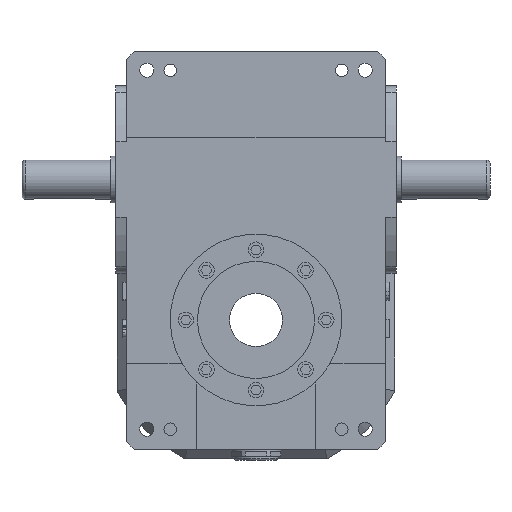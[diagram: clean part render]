
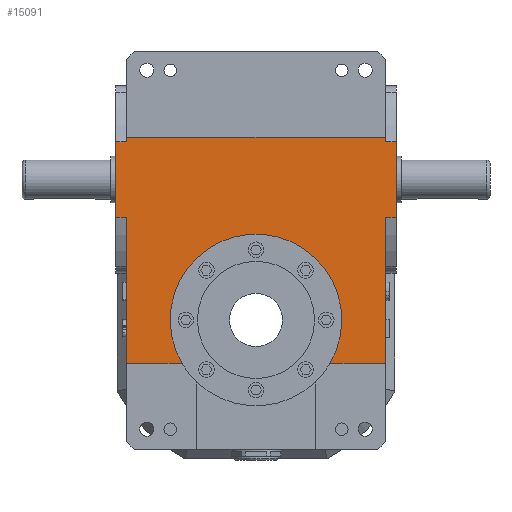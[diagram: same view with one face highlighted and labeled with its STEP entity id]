
A CAD part, front view. The second image highlights one B-rep face of the part: STEP entity #15091.
In plain terms, the highlighted planar face has unit normal (0, -1, 0).
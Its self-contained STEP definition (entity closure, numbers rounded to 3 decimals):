
#525=PLANE('',#15773);
#1059=CIRCLE('',#15774,55.);
#3280=ORIENTED_EDGE('',*,*,#4954,.T.);
#3281=ORIENTED_EDGE('',*,*,#5290,.T.);
#3282=ORIENTED_EDGE('',*,*,#4963,.T.);
#3283=ORIENTED_EDGE('',*,*,#5291,.T.);
#3284=ORIENTED_EDGE('',*,*,#5286,.F.);
#3285=ORIENTED_EDGE('',*,*,#5248,.F.);
#3286=ORIENTED_EDGE('',*,*,#5292,.T.);
#3287=ORIENTED_EDGE('',*,*,#5293,.T.);
#3288=ORIENTED_EDGE('',*,*,#4949,.T.);
#3289=ORIENTED_EDGE('',*,*,#5294,.T.);
#3290=ORIENTED_EDGE('',*,*,#5295,.T.);
#3291=ORIENTED_EDGE('',*,*,#5235,.T.);
#3292=ORIENTED_EDGE('',*,*,#5289,.F.);
#3293=ORIENTED_EDGE('',*,*,#5296,.T.);
#4949=EDGE_CURVE('',#6099,#6098,#7043,.T.);
#4954=EDGE_CURVE('',#6103,#6102,#7048,.T.);
#4963=EDGE_CURVE('',#6109,#6110,#7057,.T.);
#5235=EDGE_CURVE('',#6340,#6339,#7240,.T.);
#5248=EDGE_CURVE('',#6352,#6353,#7243,.T.);
#5286=EDGE_CURVE('',#6353,#6377,#7262,.T.);
#5289=EDGE_CURVE('',#6378,#6339,#7263,.T.);
#5290=EDGE_CURVE('',#6102,#6109,#1059,.T.);
#5291=EDGE_CURVE('',#6110,#6377,#7264,.T.);
#5292=EDGE_CURVE('',#6352,#6379,#7265,.T.);
#5293=EDGE_CURVE('',#6379,#6099,#7266,.T.);
#5294=EDGE_CURVE('',#6098,#6380,#7267,.T.);
#5295=EDGE_CURVE('',#6380,#6340,#7268,.T.);
#5296=EDGE_CURVE('',#6378,#6103,#7269,.T.);
#6098=VERTEX_POINT('',#29265);
#6099=VERTEX_POINT('',#29267);
#6102=VERTEX_POINT('',#29275);
#6103=VERTEX_POINT('',#29277);
#6109=VERTEX_POINT('',#29295);
#6110=VERTEX_POINT('',#29296);
#6339=VERTEX_POINT('',#29939);
#6340=VERTEX_POINT('',#29941);
#6352=VERTEX_POINT('',#29966);
#6353=VERTEX_POINT('',#29968);
#6377=VERTEX_POINT('',#30057);
#6378=VERTEX_POINT('',#30061);
#6379=VERTEX_POINT('',#30067);
#6380=VERTEX_POINT('',#30070);
#7043=LINE('',#29266,#7882);
#7048=LINE('',#29276,#7887);
#7057=LINE('',#29294,#7896);
#7240=LINE('',#29940,#8079);
#7243=LINE('',#29967,#8082);
#7262=LINE('',#30056,#8101);
#7263=LINE('',#30062,#8102);
#7264=LINE('',#30065,#8103);
#7265=LINE('',#30066,#8104);
#7266=LINE('',#30068,#8105);
#7267=LINE('',#30069,#8106);
#7268=LINE('',#30071,#8107);
#7269=LINE('',#30072,#8108);
#7882=VECTOR('',#17118,1000.);
#7887=VECTOR('',#17125,1000.);
#7896=VECTOR('',#17140,1000.);
#8079=VECTOR('',#17723,1000.);
#8082=VECTOR('',#17748,1000.);
#8101=VECTOR('',#17823,1000.);
#8102=VECTOR('',#17830,1000.);
#8103=VECTOR('',#17835,1000.);
#8104=VECTOR('',#17836,1000.);
#8105=VECTOR('',#17837,1000.);
#8106=VECTOR('',#17838,1000.);
#8107=VECTOR('',#17839,1000.);
#8108=VECTOR('',#17840,1000.);
#8741=EDGE_LOOP('',(#3280,#3281,#3282,#3283,#3284,#3285,#3286,#3287,#3288,
#3289,#3290,#3291,#3292,#3293));
#9634=FACE_BOUND('',#8741,.T.);
#15091=ADVANCED_FACE('',(#9634),#525,.F.);
#15773=AXIS2_PLACEMENT_3D('',#30063,#17831,#17832);
#15774=AXIS2_PLACEMENT_3D('',#30064,#17833,#17834);
#17118=DIRECTION('',(-1.,0.,0.));
#17125=DIRECTION('',(1.,0.,0.));
#17140=DIRECTION('',(1.,0.,0.));
#17723=DIRECTION('',(0.,0.,-1.));
#17748=DIRECTION('',(0.,0.,-1.));
#17823=DIRECTION('',(-1.,0.,0.));
#17830=DIRECTION('',(-1.,0.,0.));
#17831=DIRECTION('',(0.,1.,0.));
#17832=DIRECTION('',(0.,0.,1.));
#17833=DIRECTION('',(0.,1.,0.));
#17834=DIRECTION('',(0.,0.,1.));
#17835=DIRECTION('',(0.,0.,1.));
#17836=DIRECTION('',(-1.,0.,0.));
#17837=DIRECTION('',(0.,0.,1.));
#17838=DIRECTION('',(0.,0.,-1.));
#17839=DIRECTION('',(-1.,0.,0.));
#17840=DIRECTION('',(0.,0.,-1.));
#29265=CARTESIAN_POINT('',(-83.,3.,117.));
#29266=CARTESIAN_POINT('',(83.,3.,117.));
#29267=CARTESIAN_POINT('',(83.,3.,117.));
#29275=CARTESIAN_POINT('',(-47.339,3.,-28.));
#29276=CARTESIAN_POINT('',(-38.,3.,-28.));
#29277=CARTESIAN_POINT('',(-83.,3.,-28.));
#29294=CARTESIAN_POINT('',(83.,3.,-28.));
#29295=CARTESIAN_POINT('',(47.339,3.,-28.));
#29296=CARTESIAN_POINT('',(83.,3.,-28.));
#29939=CARTESIAN_POINT('',(-90.,3.,65.69));
#29940=CARTESIAN_POINT('',(-90.,3.,114.31));
#29941=CARTESIAN_POINT('',(-90.,3.,114.31));
#29966=CARTESIAN_POINT('',(90.,3.,114.31));
#29967=CARTESIAN_POINT('',(90.,3.,114.31));
#29968=CARTESIAN_POINT('',(90.,3.,65.69));
#30056=CARTESIAN_POINT('',(90.,3.,65.69));
#30057=CARTESIAN_POINT('',(83.,3.,65.69));
#30061=CARTESIAN_POINT('',(-83.,3.,65.69));
#30062=CARTESIAN_POINT('',(90.,3.,65.69));
#30063=CARTESIAN_POINT('',(90.,3.,114.31));
#30064=CARTESIAN_POINT('',(0.,3.,0.));
#30065=CARTESIAN_POINT('',(83.,3.,117.));
#30066=CARTESIAN_POINT('',(90.,3.,114.31));
#30067=CARTESIAN_POINT('',(83.,3.,114.31));
#30068=CARTESIAN_POINT('',(83.,3.,117.));
#30069=CARTESIAN_POINT('',(-83.,3.,117.));
#30070=CARTESIAN_POINT('',(-83.,3.,114.31));
#30071=CARTESIAN_POINT('',(90.,3.,114.31));
#30072=CARTESIAN_POINT('',(-83.,3.,117.));
